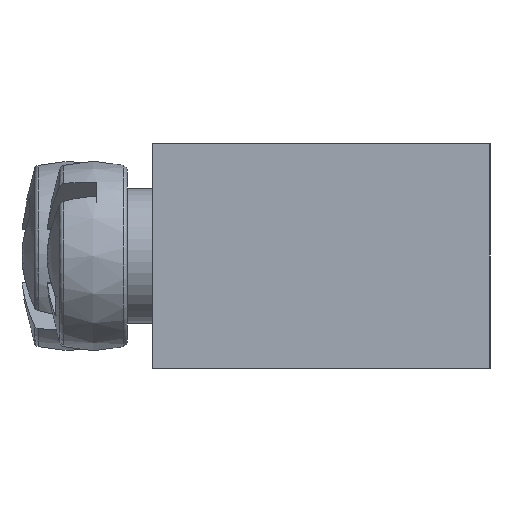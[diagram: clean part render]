
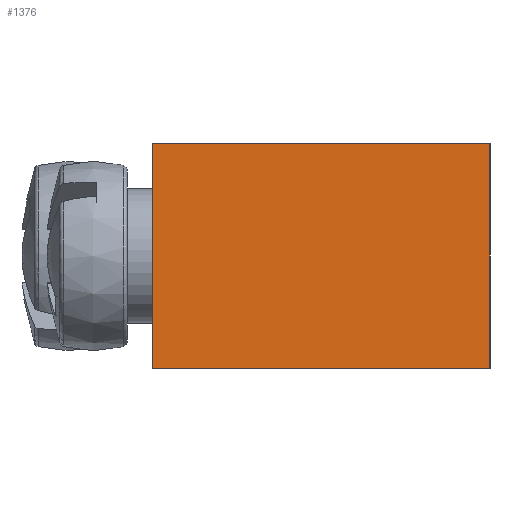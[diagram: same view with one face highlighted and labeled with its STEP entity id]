
A CAD part, left-side view. The second image highlights one B-rep face of the part: STEP entity #1376.
In plain terms, the highlighted planar face has unit normal (-1, 0, 0).
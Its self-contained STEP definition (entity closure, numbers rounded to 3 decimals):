
#79=LINE('',#2172,#113);
#81=LINE('',#2203,#115);
#86=LINE('',#2619,#120);
#87=LINE('',#2621,#121);
#113=VECTOR('',#1626,12.);
#115=VECTOR('',#1656,12.);
#120=VECTOR('',#1835,8.);
#121=VECTOR('',#1838,8.);
#148=PLANE('',#1521);
#441=FACE_OUTER_BOUND('',#607,.T.);
#607=EDGE_LOOP('',(#1095,#1096,#1097,#1098));
#682=VERTEX_POINT('',#2165);
#685=VERTEX_POINT('',#2170);
#699=VERTEX_POINT('',#2200);
#700=VERTEX_POINT('',#2202);
#810=EDGE_CURVE('',#685,#682,#79,.T.);
#824=EDGE_CURVE('',#699,#700,#81,.T.);
#880=EDGE_CURVE('',#700,#685,#86,.T.);
#881=EDGE_CURVE('',#682,#699,#87,.T.);
#1095=ORIENTED_EDGE('',*,*,#880,.F.);
#1096=ORIENTED_EDGE('',*,*,#824,.F.);
#1097=ORIENTED_EDGE('',*,*,#881,.F.);
#1098=ORIENTED_EDGE('',*,*,#810,.F.);
#1376=ADVANCED_FACE('',(#441),#148,.T.);
#1521=AXIS2_PLACEMENT_3D('',#2620,#1836,#1837);
#1626=DIRECTION('',(0.,1.,0.));
#1656=DIRECTION('',(0.,-1.,0.));
#1835=DIRECTION('',(0.,0.,-1.));
#1836=DIRECTION('center_axis',(-1.,0.,0.));
#1837=DIRECTION('ref_axis',(0.,-1.,0.));
#1838=DIRECTION('',(0.,0.,1.));
#2165=CARTESIAN_POINT('',(-51.,6.,-4.));
#2170=CARTESIAN_POINT('',(-51.,-6.,-4.));
#2172=CARTESIAN_POINT('',(-51.,-6.,-4.));
#2200=CARTESIAN_POINT('',(-51.,6.,4.));
#2202=CARTESIAN_POINT('',(-51.,-6.,4.));
#2203=CARTESIAN_POINT('',(-51.,-6.,4.));
#2619=CARTESIAN_POINT('',(-51.,-6.,0.));
#2620=CARTESIAN_POINT('Origin',(-51.,6.,0.));
#2621=CARTESIAN_POINT('',(-51.,6.,0.));
